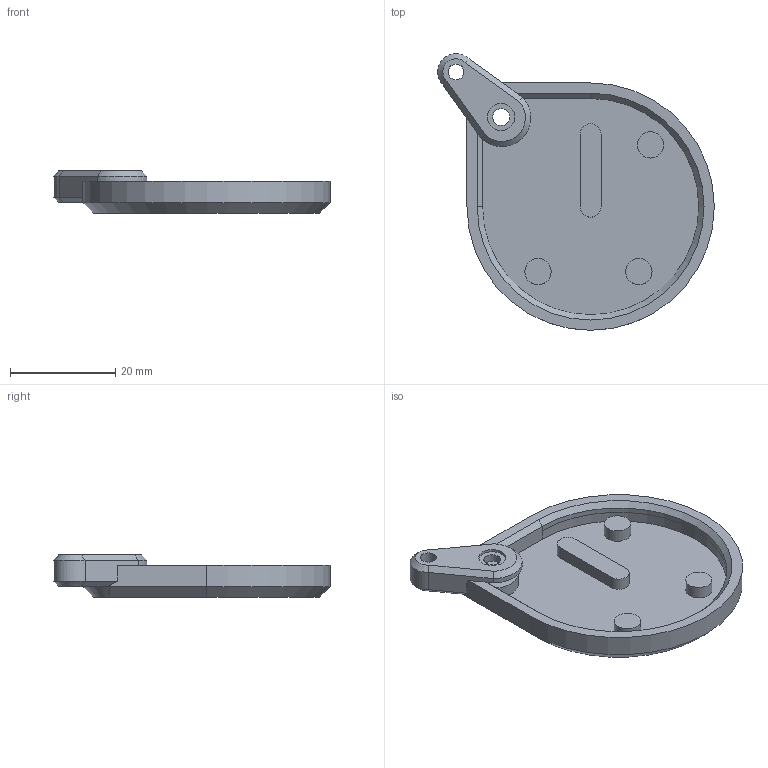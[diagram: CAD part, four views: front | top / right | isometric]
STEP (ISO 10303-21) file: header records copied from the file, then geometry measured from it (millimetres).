
FILE_DESCRIPTION(/* description */ (''),/* implementation_level */ '2;1');
FILE_NAME(/* name */ 'case.step',/* time_stamp */ '2024-10-27T12:10:37+01:00',/* author */ (''),/* organization */ (''),/* preprocessor_version */ 'ST-DEVELOPER v20',/* originating_system */ 'Autodesk Translation Framework v13.20.0.188',/* authorisation */ '');
FILE_SCHEMA (('AUTOMOTIVE_DESIGN { 1 0 10303 214 3 1 1 }'));
Length unit declared in the file: millimetre
Products named in the file (2): case; hook
Assembly tree (1 placements, depth 2):
  case
    hook
Bounding box: 52.56 x 52.56 x 8 mm (x, y, z)
Volume: 5977.8 mm3; surface area: 5763.6 mm2
Topology: 2 solids, 2 shells, 57 faces, 129 edges, 82 vertices
Faces by surface type: plane 32, cylinder 18, cone 7
Full cylindrical faces by diameter (mm): 3 x1, 3.2 x2, 5 x3, 5.2 x1
Entity records: 1663 total; most frequent: CARTESIAN_POINT 289, DIRECTION 287, ORIENTED_EDGE 258, EDGE_CURVE 129, AXIS2_PLACEMENT_3D 104, VERTEX_POINT 82, LINE 79, VECTOR 79
